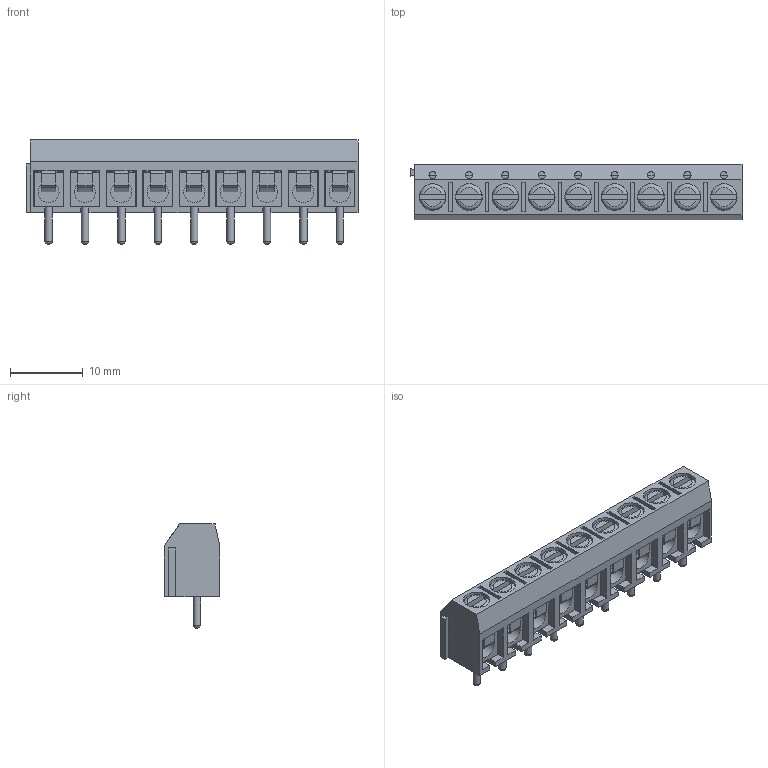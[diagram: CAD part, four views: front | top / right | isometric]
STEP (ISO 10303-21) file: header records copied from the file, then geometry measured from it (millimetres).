
FILE_DESCRIPTION(('STEP AP214'), '1');
FILE_NAME('DG301-5.0-03', '2017-07-15T10:40:08', ('Nobody'), (''), 'ASCON STEP Converter 1.3', 'ASCON Math Kernel', '');
FILE_SCHEMA(('AUTOMOTIVE_DESIGN { 1 0 10303 214 3 1 1}'));
Length unit declared in the file: millimetre
Assembly tree (27 placements, depth 2):
  (unnamed)
    (unnamed)  x9
    (unnamed)  x9
    (unnamed)  x9
Bounding box: 45.6 x 7.6 x 14.3 mm (x, y, z)
Volume: 2217.6 mm3; surface area: 6151.2 mm2
Topology: 28 solids, 28 shells, 794 faces, 1866 edges, 1154 vertices
Faces by surface type: plane 587, cylinder 153, torus 36, cone 18
Full cylindrical faces by diameter (mm): 1 x18, 1.8 x9, 2 x9, 2.5 x9, 2.6 x9, 2.9 x9, 3 x9, 3.6 x9, 3.65 x9
Entity records: 10984 total; most frequent: CARTESIAN_POINT 1568, DIRECTION 1322, ORIENTED_EDGE 1304, EDGE_CURVE 652, LINE 542, VECTOR 542, VERTEX_POINT 450, AXIS2_PLACEMENT_3D 390
